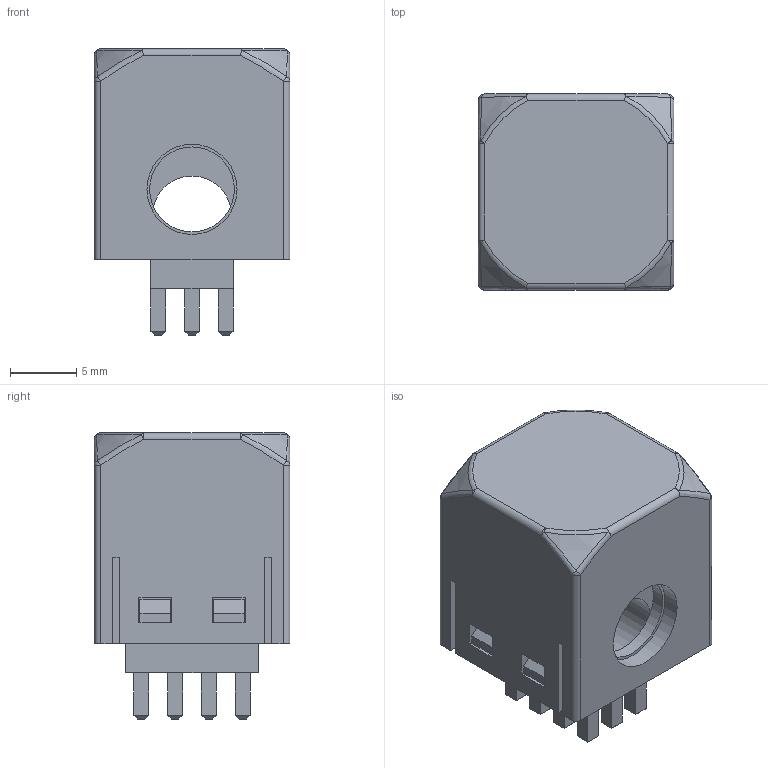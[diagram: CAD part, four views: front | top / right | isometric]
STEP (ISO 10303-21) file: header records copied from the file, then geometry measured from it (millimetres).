
FILE_DESCRIPTION(/* description */ ('Unknown'),/* implementation_level */ '2;1');
FILE_NAME(/* name */ 'MP_Wurth_WP-PLUG_7464000',/* time_stamp */ '2026-01-20T15:49:13+08:00',/* author */ ('Unknown'),/* organization */ ('Unknown'),/* preprocessor_version */ 'ST-DEVELOPER v19.4',/* originating_system */ 'Solid Edge',/* authorisation */ 'Unknown');
FILE_SCHEMA (('AUTOMOTIVE_DESIGN {1 0 10303 214 3 1 1}'));
Length unit declared in the file: millimetre
Products named in the file (2): MP_Wurth_WP-PLUG_7464000
Assembly tree (1 placements, depth 2):
  MP_Wurth_WP-PLUG_7464000
    MP_Wurth_WP-PLUG_7464000
Bounding box: 14.77 x 14.77 x 21.6 mm (x, y, z)
Volume: 2825.3 mm3; surface area: 4005.6 mm2
Topology: 2 solids, 2 shells, 247 faces, 620 edges, 383 vertices
Faces by surface type: plane 206, cylinder 14, bspline 9, sphere 8, torus 6, cone 4
Full cylindrical faces by diameter (mm): 5.2 x1, 6 x1, 6.4 x2, 6.8 x2
Entity records: 7906 total; most frequent: CARTESIAN_POINT 2047, ORIENTED_EDGE 1208, DIRECTION 1108, EDGE_CURVE 604, LINE 524, VECTOR 524, VERTEX_POINT 380, EDGE_LOOP 294
